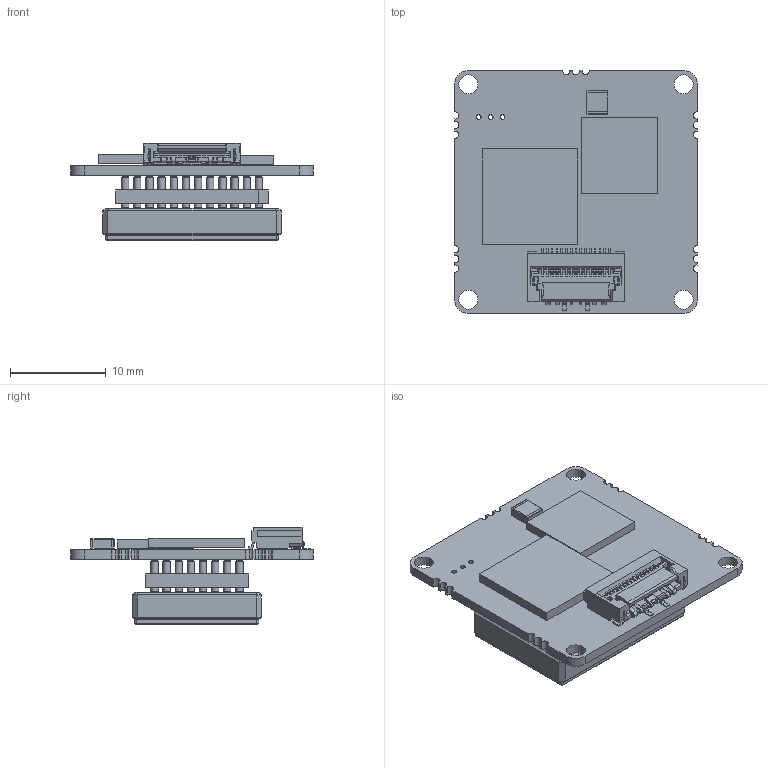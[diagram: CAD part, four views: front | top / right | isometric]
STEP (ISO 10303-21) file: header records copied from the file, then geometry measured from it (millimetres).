
FILE_DESCRIPTION(/* description */ (''),/* implementation_level */ '2;1');
FILE_NAME(/* name */ 'MQ022xG-CM-S7-FL-BRD_01_STP.stp',/* time_stamp */ '2024-04-28T16:37:35+02:00',/* author */ (''),/* organization */ (''),/* preprocessor_version */ 'ST-DEVELOPER v18.102',/* originating_system */ 'SIEMENS PLM Software NX2206.8900',/* authorisation */ '');
FILE_SCHEMA (('AUTOMOTIVE_DESIGN { 1 0 10303 214 3 1 1 1 }'));
Products named in the file (5): 001508_01_1-CMV2000_Glass; 001516_01_1-CMV2000_Package; 001499_01_1-MQ95UPGA-CM-S7-FL-PCA; 001488_01_1-CMV2000; 004932_01_1-MQ022xG-CM-S7-FL-BRD_stp
Assembly tree (4 placements, depth 3):
  004932_01_1-MQ022xG-CM-S7-FL-BRD_stp
    001499_01_1-MQ95UPGA-CM-S7-FL-PCA
    001488_01_1-CMV2000
      001516_01_1-CMV2000_Package
      001508_01_1-CMV2000_Glass
Bounding box: 25.4 x 25.4 x 10.17 mm (x, y, z)
Volume: 1718.6 mm3; surface area: 5444.7 mm2
Topology: 201 solids, 201 shells, 2326 faces, 5744 edges, 3705 vertices
Faces by surface type: plane 1361, cylinder 666, cone 194, torus 95, sphere 8, extrusion 2
Full cylindrical faces by diameter (mm): 0.3 x95, 0.5 x98, 0.76 x190, 2 x4
Entity records: 76258 total; most frequent: CARTESIAN_POINT 12022, DIRECTION 11261, ORIENTED_EDGE 10902, EDGE_CURVE 5451, AXIS2_PLACEMENT_3D 3958, VERTEX_POINT 3705, VECTOR 3345, LINE 3343
